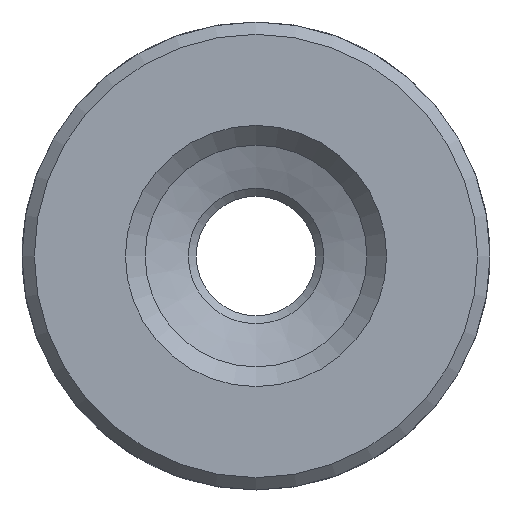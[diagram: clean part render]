
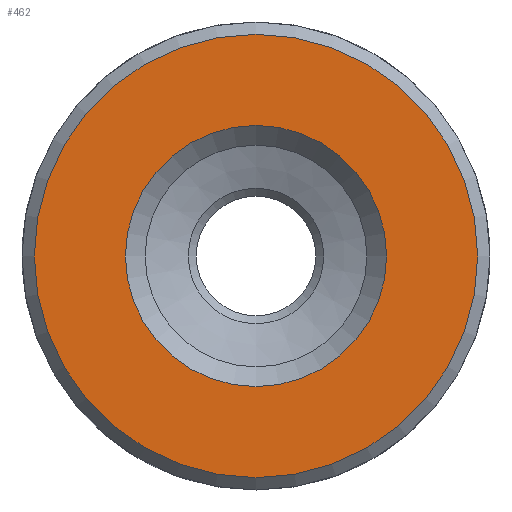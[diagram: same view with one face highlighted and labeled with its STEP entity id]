
A CAD part, front view. The second image highlights one B-rep face of the part: STEP entity #462.
In plain terms, the highlighted planar face has unit normal (0, -1, 0).
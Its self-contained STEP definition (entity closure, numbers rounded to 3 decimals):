
#462 = ADVANCED_FACE( 'NONE', ( #982, #983 ), #984, .T. );
#982 = FACE_OUTER_BOUND( '', #3216, .T. );
#983 = FACE_BOUND( '', #3217, .T. );
#984 = PLANE( '', #3218 );
#3216 = EDGE_LOOP( '', ( #4851 ) );
#3217 = EDGE_LOOP( '', ( #4852 ) );
#3218 = AXIS2_PLACEMENT_3D( '', #4853, #4854, #4855 );
#4851 = ORIENTED_EDGE( '', *, *, #5586, .T. );
#4852 = ORIENTED_EDGE( '', *, *, #5564, .F. );
#4853 = CARTESIAN_POINT( '', ( 0., 0., 0. ) );
#4854 = DIRECTION( '', ( 0., -1., 0. ) );
#4855 = DIRECTION( '', ( 0., 0., -1. ) );
#5564 = EDGE_CURVE( 'NONE', #6417, #6417, #6418, .T. );
#5586 = EDGE_CURVE( 'NONE', #6444, #6444, #6445, .T. );
#6417 = VERTEX_POINT( '', #9301 );
#6418 = CIRCLE( '', #9302, 5.3 );
#6444 = VERTEX_POINT( '', #9353 );
#6445 = CIRCLE( '', #9354, 9. );
#9301 = CARTESIAN_POINT( '', ( 0., 0., -5.3 ) );
#9302 = AXIS2_PLACEMENT_3D( '', #10113, #10114, #10115 );
#9353 = CARTESIAN_POINT( '', ( 0., 0., -9. ) );
#9354 = AXIS2_PLACEMENT_3D( '', #10135, #10136, #10137 );
#10113 = CARTESIAN_POINT( '', ( 0., 0., 0. ) );
#10114 = DIRECTION( '', ( 0., -1., 0. ) );
#10115 = DIRECTION( '', ( 0., 0., -1. ) );
#10135 = CARTESIAN_POINT( '', ( 0., 0., 0. ) );
#10136 = DIRECTION( '', ( 0., -1., 0. ) );
#10137 = DIRECTION( '', ( 0., 0., -1. ) );
